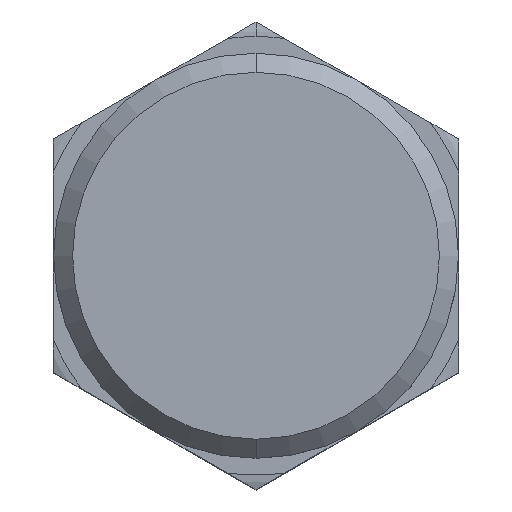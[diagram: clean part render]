
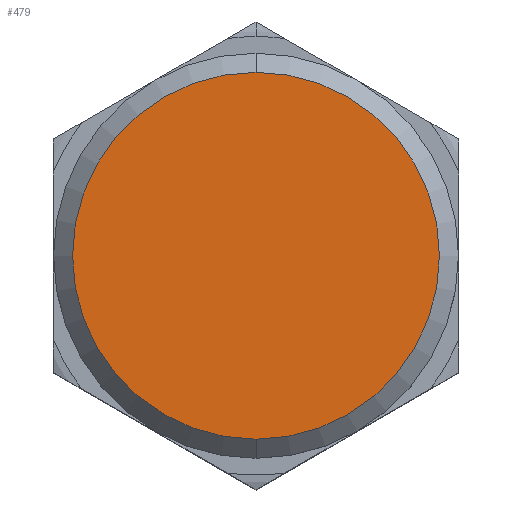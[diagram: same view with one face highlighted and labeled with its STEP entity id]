
A CAD part, top view. The second image highlights one B-rep face of the part: STEP entity #479.
In plain terms, the highlighted planar face has unit normal (0, 0, 1).
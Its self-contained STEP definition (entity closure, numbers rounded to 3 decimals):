
#31 = DIRECTION ( 'NONE',  ( 0., 0., -1. ) ) ;
#39 = PLANE ( 'NONE',  #509 ) ;
#123 = ORIENTED_EDGE ( 'NONE', *, *, #830, .F. ) ;
#134 = CARTESIAN_POINT ( 'NONE',  ( 0., 0., 10. ) ) ;
#255 = EDGE_CURVE ( 'NONE', #921, #390, #385, .T. ) ;
#272 = DIRECTION ( 'NONE',  ( 0., 0., 1. ) ) ;
#319 = FACE_OUTER_BOUND ( 'NONE', #1012, .T. ) ;
#385 = CIRCLE ( 'NONE', #436, 7.7 ) ;
#390 = VERTEX_POINT ( 'NONE', #1044 ) ;
#436 = AXIS2_PLACEMENT_3D ( 'NONE', #134, #799, #1022 ) ;
#475 = CARTESIAN_POINT ( 'NONE',  ( 0., -7.7, 10. ) ) ;
#479 = ADVANCED_FACE ( 'NONE', ( #319 ), #39, .T. ) ;
#509 = AXIS2_PLACEMENT_3D ( 'NONE', #525, #272, #747 ) ;
#525 = CARTESIAN_POINT ( 'NONE',  ( 0., 0., 10. ) ) ;
#529 = CIRCLE ( 'NONE', #1047, 7.7 ) ;
#695 = ORIENTED_EDGE ( 'NONE', *, *, #255, .F. ) ;
#747 = DIRECTION ( 'NONE',  ( 0., -1., 0. ) ) ;
#756 = DIRECTION ( 'NONE',  ( 0., 1., 0. ) ) ;
#768 = CARTESIAN_POINT ( 'NONE',  ( 0., 0., 10. ) ) ;
#799 = DIRECTION ( 'NONE',  ( 0., 0., -1. ) ) ;
#830 = EDGE_CURVE ( 'NONE', #390, #921, #529, .T. ) ;
#921 = VERTEX_POINT ( 'NONE', #475 ) ;
#1012 = EDGE_LOOP ( 'NONE', ( #123, #695 ) ) ;
#1022 = DIRECTION ( 'NONE',  ( 0., 1., 0. ) ) ;
#1044 = CARTESIAN_POINT ( 'NONE',  ( 0., 7.7, 10. ) ) ;
#1047 = AXIS2_PLACEMENT_3D ( 'NONE', #768, #31, #756 ) ;
